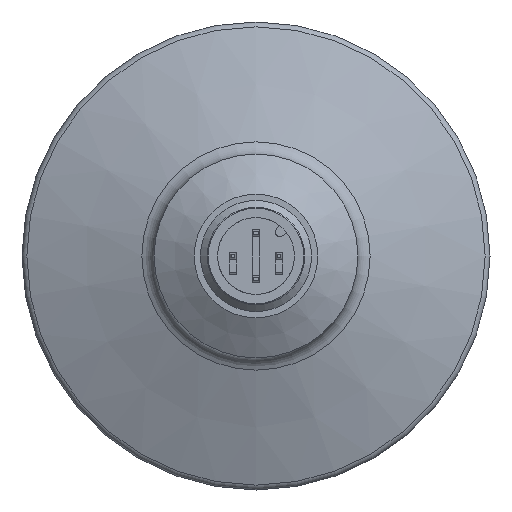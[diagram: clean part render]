
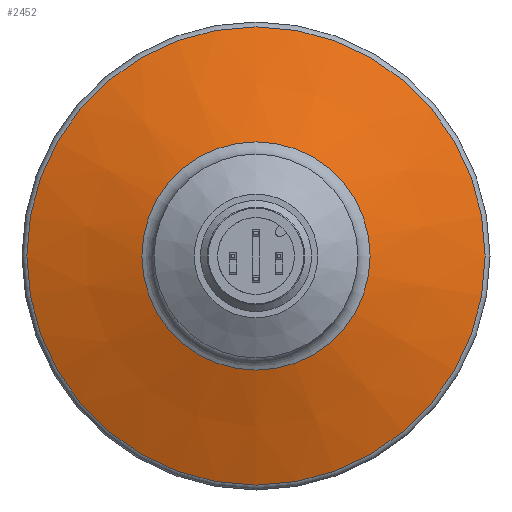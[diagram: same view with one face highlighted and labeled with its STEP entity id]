
A CAD part, front view. The second image highlights one B-rep face of the part: STEP entity #2452.
In plain terms, the highlighted conical face has half-angle 70 degrees and reference radius 11 mm.
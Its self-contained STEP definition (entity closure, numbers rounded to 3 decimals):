
#52=CONICAL_SURFACE('',#2613,11.,1.222);
#93=CIRCLE('',#2614,24.724);
#94=CIRCLE('',#2615,12.316);
#588=ORIENTED_EDGE('',*,*,#840,.T.);
#589=ORIENTED_EDGE('',*,*,#841,.T.);
#840=EDGE_CURVE('',#1007,#1007,#93,.T.);
#841=EDGE_CURVE('',#1008,#1008,#94,.T.);
#1007=VERTEX_POINT('',#3619);
#1008=VERTEX_POINT('',#3621);
#1464=EDGE_LOOP('',(#588));
#1465=EDGE_LOOP('',(#589));
#1584=FACE_BOUND('',#1464,.T.);
#1585=FACE_BOUND('',#1465,.T.);
#2452=ADVANCED_FACE('',(#1584,#1585),#52,.T.);
#2613=AXIS2_PLACEMENT_3D('',#3617,#3100,#3101);
#2614=AXIS2_PLACEMENT_3D('',#3618,#3102,#3103);
#2615=AXIS2_PLACEMENT_3D('',#3620,#3104,#3105);
#3100=DIRECTION('',(0.,1.,0.));
#3101=DIRECTION('',(0.,0.,1.));
#3102=DIRECTION('',(0.,-1.,0.));
#3103=DIRECTION('',(0.,0.,-1.));
#3104=DIRECTION('',(0.,1.,0.));
#3105=DIRECTION('',(0.,0.,1.));
#3617=CARTESIAN_POINT('',(0.,9.263,0.));
#3618=CARTESIAN_POINT('',(0.,14.258,0.));
#3619=CARTESIAN_POINT('',(0.,14.258,-24.724));
#3620=CARTESIAN_POINT('',(0.,9.742,0.));
#3621=CARTESIAN_POINT('',(0.,9.742,12.316));
